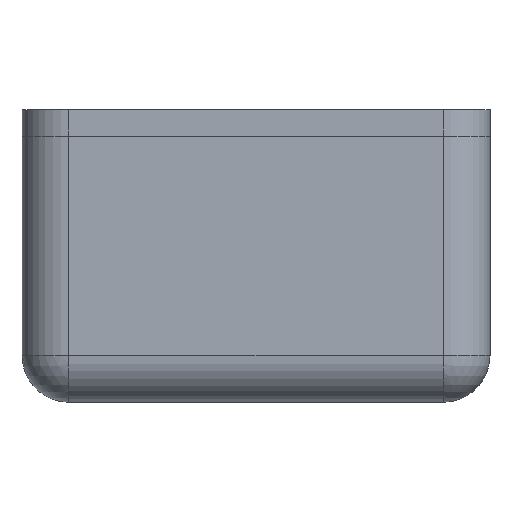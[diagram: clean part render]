
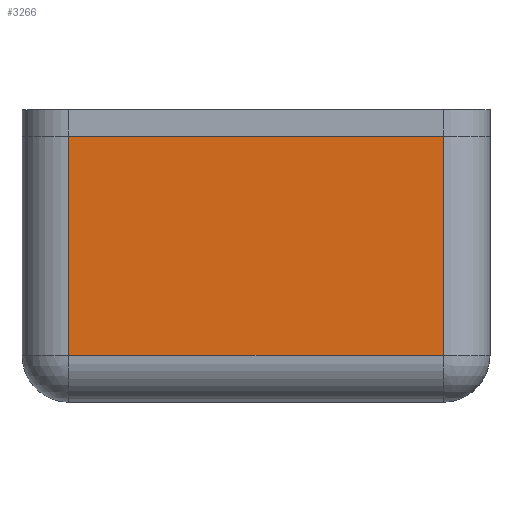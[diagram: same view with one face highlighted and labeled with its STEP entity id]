
A CAD part, left-side view. The second image highlights one B-rep face of the part: STEP entity #3266.
In plain terms, the highlighted planar face has unit normal (-1, 0, 0).
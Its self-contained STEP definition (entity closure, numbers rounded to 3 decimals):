
#2935 = VERTEX_POINT('',#2936);
#2936 = CARTESIAN_POINT('',(-41.25,-16.,-3.6));
#2945 = VERTEX_POINT('',#2946);
#2946 = CARTESIAN_POINT('',(-41.25,16.,-3.6));
#2953 = EDGE_CURVE('',#2935,#2945,#2954,.T.);
#2954 = LINE('',#2955,#2956);
#2955 = CARTESIAN_POINT('',(-41.25,-20.,-3.6));
#2956 = VECTOR('',#2957,1.);
#2957 = DIRECTION('',(0.,1.,0.));
#3266 = ADVANCED_FACE('',(#3267),#3292,.F.);
#3267 = FACE_BOUND('',#3268,.F.);
#3268 = EDGE_LOOP('',(#3269,#3279,#3285,#3286));
#3269 = ORIENTED_EDGE('',*,*,#3270,.F.);
#3270 = EDGE_CURVE('',#3271,#3273,#3275,.T.);
#3271 = VERTEX_POINT('',#3272);
#3272 = CARTESIAN_POINT('',(-41.25,-16.,15.15));
#3273 = VERTEX_POINT('',#3274);
#3274 = CARTESIAN_POINT('',(-41.25,16.,15.15));
#3275 = LINE('',#3276,#3277);
#3276 = CARTESIAN_POINT('',(-41.25,-20.,15.15));
#3277 = VECTOR('',#3278,1.);
#3278 = DIRECTION('',(0.,1.,0.));
#3279 = ORIENTED_EDGE('',*,*,#3280,.F.);
#3280 = EDGE_CURVE('',#2935,#3271,#3281,.T.);
#3281 = LINE('',#3282,#3283);
#3282 = CARTESIAN_POINT('',(-41.25,-16.,-7.6));
#3283 = VECTOR('',#3284,1.);
#3284 = DIRECTION('',(0.,0.,1.));
#3285 = ORIENTED_EDGE('',*,*,#2953,.T.);
#3286 = ORIENTED_EDGE('',*,*,#3287,.T.);
#3287 = EDGE_CURVE('',#2945,#3273,#3288,.T.);
#3288 = LINE('',#3289,#3290);
#3289 = CARTESIAN_POINT('',(-41.25,16.,-7.6));
#3290 = VECTOR('',#3291,1.);
#3291 = DIRECTION('',(0.,0.,1.));
#3292 = PLANE('',#3293);
#3293 = AXIS2_PLACEMENT_3D('',#3294,#3295,#3296);
#3294 = CARTESIAN_POINT('',(-41.25,-20.,-7.6));
#3295 = DIRECTION('',(1.,0.,0.));
#3296 = DIRECTION('',(0.,0.,1.));
